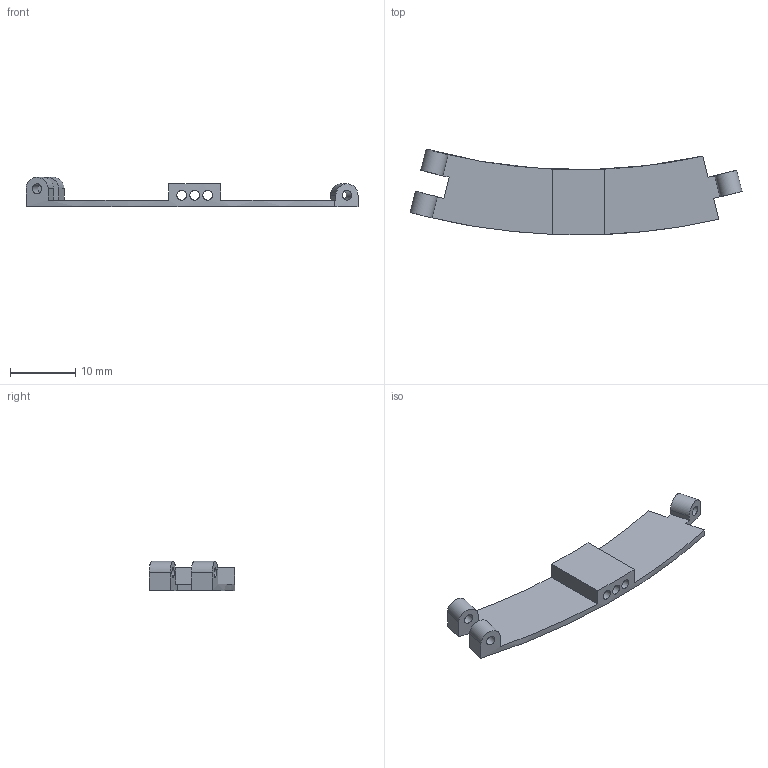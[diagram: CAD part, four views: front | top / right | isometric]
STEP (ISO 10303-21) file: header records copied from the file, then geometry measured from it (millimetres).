
FILE_DESCRIPTION(/* description */ (''),/* implementation_level */ '2;1');
FILE_NAME(/* name */ 'TE(A)-P3v1.stp',/* time_stamp */ '2024-07-01T23:17:00+01:00',/* author */ ('thiba'),/* organization */ (''),/* preprocessor_version */ 'ST-DEVELOPER v20',/* originating_system */ 'Autodesk Inventor 2025',/* authorisation */ '');
FILE_SCHEMA (('AUTOMOTIVE_DESIGN { 1 0 10303 214 3 1 1 }'));
Length unit declared in the file: millimetre
Products named in the file (1): P3v4
Bounding box: 51.05 x 13.21 x 4.5 mm (x, y, z)
Volume: 684.2 mm3; surface area: 1407.2 mm2
Topology: 1 solids, 1 shells, 30 faces, 97 edges, 69 vertices
Faces by surface type: cylinder 15, plane 15
Full cylindrical faces by diameter (mm): 1.5 x6
Entity records: 1598 total; most frequent: CARTESIAN_POINT 709, ORIENTED_EDGE 194, DIRECTION 144, EDGE_CURVE 97, VERTEX_POINT 69, LINE 50, VECTOR 50, AXIS2_PLACEMENT_3D 47
